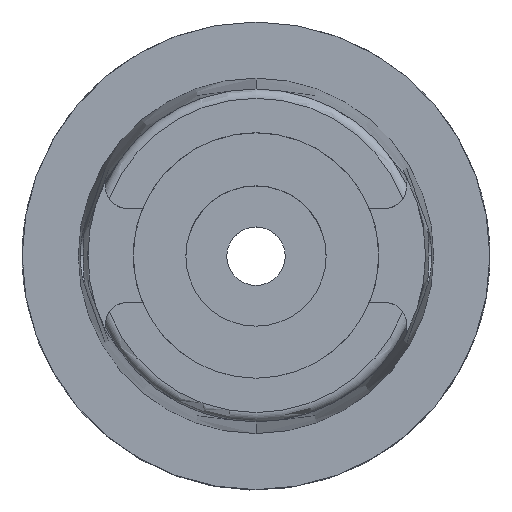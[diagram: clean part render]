
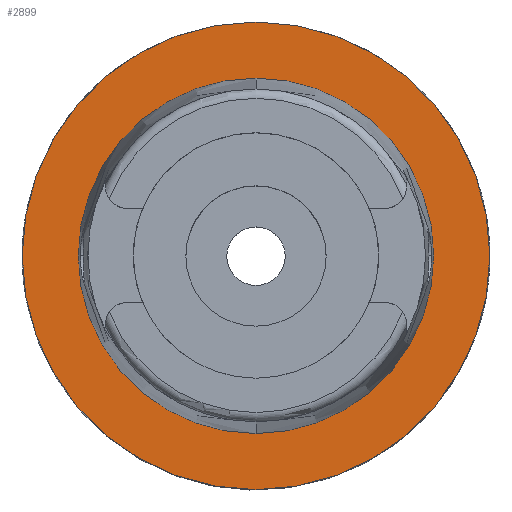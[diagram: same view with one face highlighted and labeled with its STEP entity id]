
A CAD part, top view. The second image highlights one B-rep face of the part: STEP entity #2899.
In plain terms, the highlighted planar face has unit normal (0, 0, 1).
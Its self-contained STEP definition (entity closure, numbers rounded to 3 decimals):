
#43 = DIRECTION ( 'NONE',  ( 0., 1., 0. ) ) ;
#446 = EDGE_CURVE ( 'NONE', #3135, #3736, #1845, .T. ) ;
#688 = CIRCLE ( 'NONE', #2456, 15.2 ) ;
#690 = ORIENTED_EDGE ( 'NONE', *, *, #3662, .F. ) ;
#692 = DIRECTION ( 'NONE',  ( 0., 0., 1. ) ) ;
#1219 = AXIS2_PLACEMENT_3D ( 'NONE', #4092, #3368, #5035 ) ;
#1332 = CIRCLE ( 'NONE', #4400, 20. ) ;
#1726 = DIRECTION ( 'NONE',  ( 0., 0., -1. ) ) ;
#1845 = CIRCLE ( 'NONE', #1219, 20. ) ;
#1866 = AXIS2_PLACEMENT_3D ( 'NONE', #3793, #4310, #43 ) ;
#1895 = ORIENTED_EDGE ( 'NONE', *, *, #2634, .F. ) ;
#1922 = CARTESIAN_POINT ( 'NONE',  ( 0., -15.2, 0. ) ) ;
#2089 = CARTESIAN_POINT ( 'NONE',  ( 0., 0., 0. ) ) ;
#2269 = EDGE_CURVE ( 'NONE', #5148, #2486, #3969, .T. ) ;
#2456 = AXIS2_PLACEMENT_3D ( 'NONE', #2735, #692, #4079 ) ;
#2486 = VERTEX_POINT ( 'NONE', #1922 ) ;
#2487 = CARTESIAN_POINT ( 'NONE',  ( 0., 15.2, 0. ) ) ;
#2609 = FACE_BOUND ( 'NONE', #3810, .T. ) ;
#2634 = EDGE_CURVE ( 'NONE', #3736, #3135, #1332, .T. ) ;
#2735 = CARTESIAN_POINT ( 'NONE',  ( 0., 0., 0. ) ) ;
#2899 = ADVANCED_FACE ( 'NONE', ( #4178, #2609 ), #5423, .F. ) ;
#2934 = DIRECTION ( 'NONE',  ( 0., 0., -1. ) ) ;
#3135 = VERTEX_POINT ( 'NONE', #4278 ) ;
#3311 = ORIENTED_EDGE ( 'NONE', *, *, #446, .F. ) ;
#3345 = DIRECTION ( 'NONE',  ( 0., -1., 0. ) ) ;
#3368 = DIRECTION ( 'NONE',  ( 0., 0., -1. ) ) ;
#3576 = CARTESIAN_POINT ( 'NONE',  ( 0., -20., 0. ) ) ;
#3662 = EDGE_CURVE ( 'NONE', #2486, #5148, #688, .T. ) ;
#3736 = VERTEX_POINT ( 'NONE', #3576 ) ;
#3793 = CARTESIAN_POINT ( 'NONE',  ( 0., 0., 0. ) ) ;
#3810 = EDGE_LOOP ( 'NONE', ( #5200, #690 ) ) ;
#3842 = CARTESIAN_POINT ( 'NONE',  ( 0., 0., 0. ) ) ;
#3969 = CIRCLE ( 'NONE', #1866, 15.2 ) ;
#4079 = DIRECTION ( 'NONE',  ( 0., -1., 0. ) ) ;
#4092 = CARTESIAN_POINT ( 'NONE',  ( 0., 0., 0. ) ) ;
#4178 = FACE_OUTER_BOUND ( 'NONE', #5335, .T. ) ;
#4278 = CARTESIAN_POINT ( 'NONE',  ( 0., 20., 0. ) ) ;
#4310 = DIRECTION ( 'NONE',  ( 0., 0., 1. ) ) ;
#4400 = AXIS2_PLACEMENT_3D ( 'NONE', #2089, #2934, #3345 ) ;
#4502 = AXIS2_PLACEMENT_3D ( 'NONE', #3842, #1726, #4688 ) ;
#4688 = DIRECTION ( 'NONE',  ( 0., -1., 0. ) ) ;
#5035 = DIRECTION ( 'NONE',  ( 0., 1., 0. ) ) ;
#5148 = VERTEX_POINT ( 'NONE', #2487 ) ;
#5200 = ORIENTED_EDGE ( 'NONE', *, *, #2269, .F. ) ;
#5335 = EDGE_LOOP ( 'NONE', ( #3311, #1895 ) ) ;
#5423 = PLANE ( 'NONE',  #4502 ) ;
